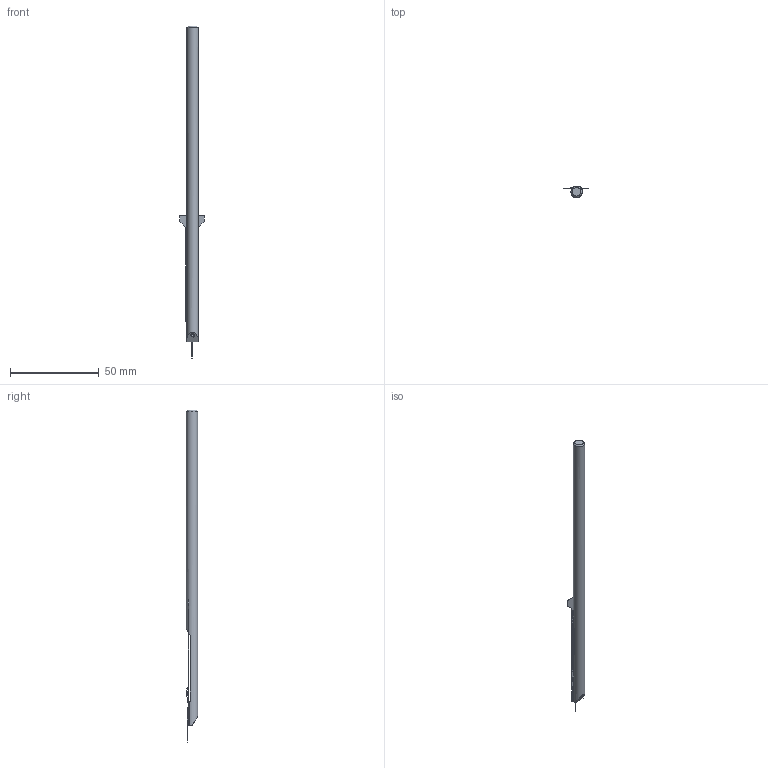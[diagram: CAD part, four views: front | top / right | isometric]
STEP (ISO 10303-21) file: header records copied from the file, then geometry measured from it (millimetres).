
FILE_DESCRIPTION(/* description */ (''),/* implementation_level */ '2;1');
FILE_NAME(/* name */ 'NEUROPIXELS GEN 1 PROBE ASSY 3B.stp',/* time_stamp */ '2025-04-16T12:22:55-04:00',/* author */ ('arnoldj'),/* organization */ (''),/* preprocessor_version */ 'ST-DEVELOPER v19.2',/* originating_system */ 'Autodesk Inventor 2023',/* authorisation */ '');
FILE_SCHEMA (('AUTOMOTIVE_DESIGN { 1 0 10303 214 3 1 1 }'));
Products named in the file (5): NEUROPIXELS GEN 1 PROBE ASSY; J007778; J007869 ; NP2_FLEX_00-01; MISUMI SSHHI-SUS-M2.5-2.5
Assembly tree (4 placements, depth 2):
  NEUROPIXELS GEN 1 PROBE ASSY
    J007778
    J007869 
    NP2_FLEX_00-01
    MISUMI SSHHI-SUS-M2.5-2.5
Bounding box: 13.8 x 6.35 x 186.87 mm (x, y, z)
Volume: 5221.5 mm3; surface area: 4919.9 mm2
Topology: 75 solids, 75 shells, 1551 faces, 3396 edges, 1803 vertices
Faces by surface type: plane 513, cylinder 468, sphere 340, bspline 218, cone 12
Full cylindrical faces by diameter (mm): 0.6 x4, 1.915 x5, 2.007 x1, 2.5 x3, 6.35 x1
Entity records: 47409 total; most frequent: CARTESIAN_POINT 15081, DIRECTION 6843, ORIENTED_EDGE 6402, EDGE_CURVE 3201, AXIS2_PLACEMENT_3D 2665, VERTEX_POINT 1803, EDGE_LOOP 1568, FACE_OUTER_BOUND 1551
